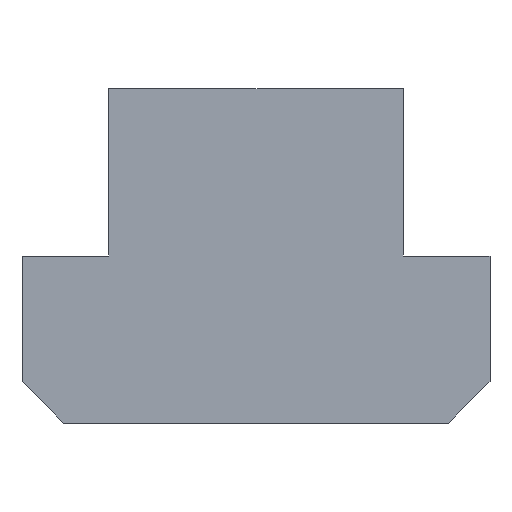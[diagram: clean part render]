
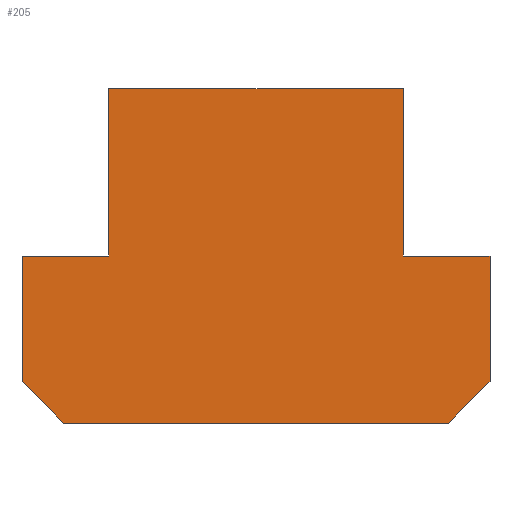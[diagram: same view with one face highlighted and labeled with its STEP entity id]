
A CAD part, front view. The second image highlights one B-rep face of the part: STEP entity #205.
In plain terms, the highlighted planar face has unit normal (0, -1, 0).
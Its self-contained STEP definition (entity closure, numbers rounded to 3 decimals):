
#107=VERTEX_POINT('',#289);
#111=EDGE_CURVE('',#125,#249,#293,.T.);
#119=EDGE_CURVE('',#153,#125,#302,.T.);
#125=VERTEX_POINT('',#309);
#141=EDGE_CURVE('',#197,#153,#326,.T.);
#143=EDGE_CURVE('',#201,#197,#328,.T.);
#153=VERTEX_POINT('',#341);
#161=EDGE_CURVE('',#191,#201,#349,.T.);
#187=EDGE_CURVE('',#213,#191,#381,.T.);
#191=VERTEX_POINT('',#385);
#197=VERTEX_POINT('',#391);
#201=VERTEX_POINT('',#395);
#203=EDGE_CURVE('',#229,#213,#397,.T.);
#205=ADVANCED_FACE('',(#399),#400,.T.);
#213=VERTEX_POINT('',#408);
#225=EDGE_CURVE('',#107,#229,#421,.T.);
#229=VERTEX_POINT('',#425);
#249=VERTEX_POINT('',#448);
#251=EDGE_CURVE('',#249,#261,#450,.T.);
#253=EDGE_CURVE('',#261,#107,#452,.T.);
#261=VERTEX_POINT('',#460);
#289=CARTESIAN_POINT('',(-11.5,-14.0,-10.0));
#293=LINE('',#483,#484);
#302=LINE('',#498,#499);
#309=CARTESIAN_POINT('',(14.0,-14.0,0.0));
#326=LINE('',#530,#531);
#328=LINE('',#534,#535);
#341=CARTESIAN_POINT('',(8.8,-14.0,0.0));
#349=LINE('',#563,#564);
#381=LINE('',#605,#606);
#385=CARTESIAN_POINT('',(-8.8,-14.0,0.0));
#391=CARTESIAN_POINT('',(8.8,-14.0,10.0));
#395=CARTESIAN_POINT('',(-8.8,-14.0,10.0));
#397=LINE('',#625,#626);
#399=FACE_OUTER_BOUND('',#628,.T.);
#400=PLANE('',#629);
#408=CARTESIAN_POINT('',(-14.,-14.0,0.0));
#421=LINE('',#659,#660);
#425=CARTESIAN_POINT('',(-14.,-14.0,-7.5));
#448=CARTESIAN_POINT('',(14.0,-14.0,-7.5));
#450=LINE('',#701,#702);
#452=LINE('',#705,#706);
#460=CARTESIAN_POINT('',(11.5,-14.0,-10.0));
#483=CARTESIAN_POINT('',(14.0,-14.0,-7.5));
#484=VECTOR('',#737,1.0);
#498=CARTESIAN_POINT('',(14.0,-14.0,0.0));
#499=VECTOR('',#748,1.0);
#530=CARTESIAN_POINT('',(8.8,-14.0,0.0));
#531=VECTOR('',#774,1.0);
#534=CARTESIAN_POINT('',(8.8,-14.0,10.0));
#535=VECTOR('',#775,1.0);
#563=CARTESIAN_POINT('',(-8.8,-14.0,10.0));
#564=VECTOR('',#803,1.0);
#605=CARTESIAN_POINT('',(-8.8,-14.0,0.0));
#606=VECTOR('',#855,1.0);
#625=CARTESIAN_POINT('',(-14.,-14.0,0.0));
#626=VECTOR('',#857,1.0);
#628=EDGE_LOOP('',(#859,#860,#861,#862,#863,#864,#865,#866,#867,#868));
#629=AXIS2_PLACEMENT_3D('',#869,#870,#871);
#659=CARTESIAN_POINT('',(-14.,-14.0,-7.5));
#660=VECTOR('',#889,1.0);
#701=CARTESIAN_POINT('',(11.5,-14.0,-10.0));
#702=VECTOR('',#916,1.0);
#705=CARTESIAN_POINT('',(-11.5,-14.0,-10.0));
#706=VECTOR('',#917,1.0);
#737=DIRECTION('',(0.0,0.,-1.0));
#748=DIRECTION('',(1.0,0.0,0.0));
#774=DIRECTION('',(0.0,0.,-1.0));
#775=DIRECTION('',(1.0,0.0,0.0));
#803=DIRECTION('',(0.0,0.,1.0));
#855=DIRECTION('',(1.0,0.0,0.0));
#857=DIRECTION('',(0.0,0.,1.0));
#859=ORIENTED_EDGE('',*,*,#251,.F.);
#860=ORIENTED_EDGE('',*,*,#111,.F.);
#861=ORIENTED_EDGE('',*,*,#119,.F.);
#862=ORIENTED_EDGE('',*,*,#141,.F.);
#863=ORIENTED_EDGE('',*,*,#143,.F.);
#864=ORIENTED_EDGE('',*,*,#161,.F.);
#865=ORIENTED_EDGE('',*,*,#187,.F.);
#866=ORIENTED_EDGE('',*,*,#203,.F.);
#867=ORIENTED_EDGE('',*,*,#225,.F.);
#868=ORIENTED_EDGE('',*,*,#253,.F.);
#869=CARTESIAN_POINT('',(0.0,-14.0,-0.775));
#870=DIRECTION('',(0.0,-1.0,0.));
#871=DIRECTION('',(1.0,0.0,0.0));
#889=DIRECTION('',(-0.707,0.,0.707));
#916=DIRECTION('',(-0.707,0.,-0.707));
#917=DIRECTION('',(-1.0,0.0,0.0));
